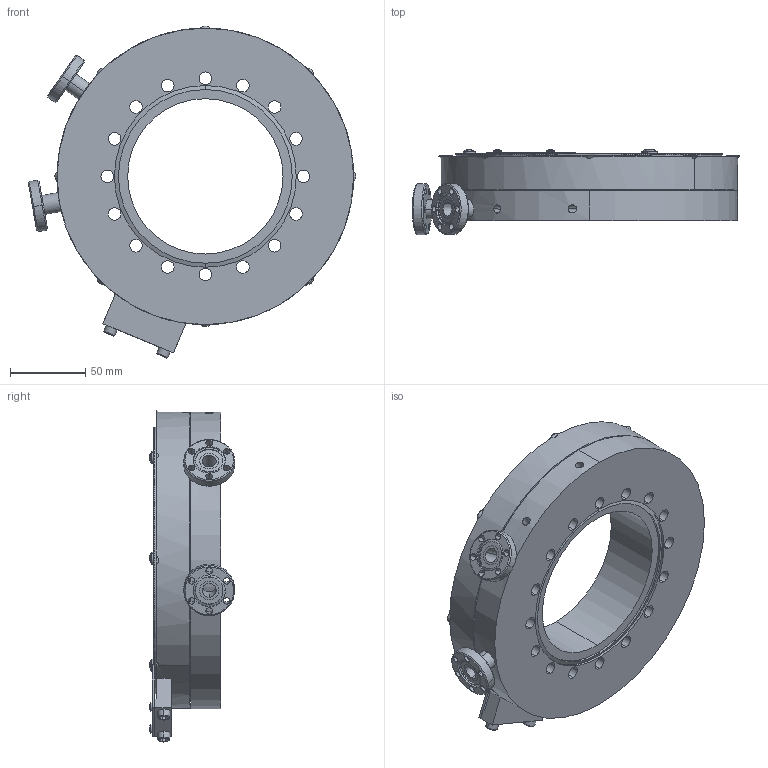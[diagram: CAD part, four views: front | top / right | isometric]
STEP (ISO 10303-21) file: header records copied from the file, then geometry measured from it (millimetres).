
FILE_DESCRIPTION (( 'STEP AP214' ), '1' );
FILE_NAME ('SLO-EX, RNN-400.STEP', '2016-07-25T14:19:17', ( 'My Thermionics' ), ( '' ), 'SwSTEP 2.0', 'SolidWorks 2010', '' );
FILE_SCHEMA (( 'AUTOMOTIVE_DESIGN' ));
Length unit declared in the file: inch
Products named in the file (1): SLO-EX, RNN-400
Bounding box: 217.29 x 56.63 x 220.37 mm (x, y, z)
Surface area: 146499.4 mm2 (no closed solid volume)
Topology: 0 solids, 25 shells, 1193 faces, 5233 edges, 3672 vertices
Faces by surface type: plane 965, cylinder 166, cone 42, torus 10, sphere 10
Entity records: 68770 total; most frequent: CARTESIAN_POINT 10691, DIRECTION 8861, ORIENTED_EDGE 8163, EDGE_CURVE 5229, VECTOR 3889, LINE 3889, VERTEX_POINT 3672, AXIS2_PLACEMENT_3D 2486
